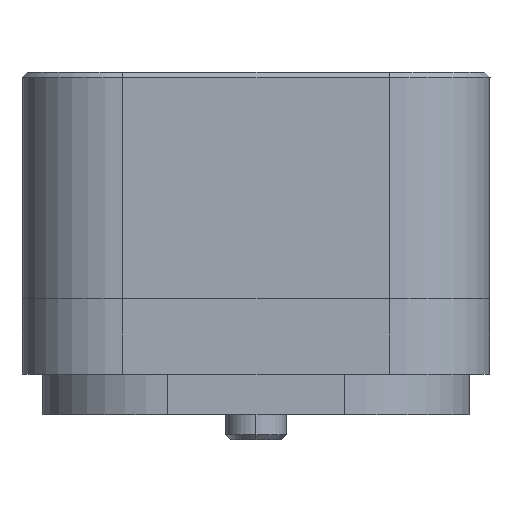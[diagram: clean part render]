
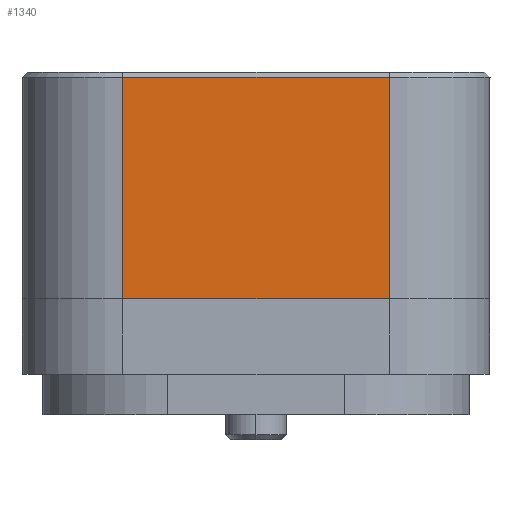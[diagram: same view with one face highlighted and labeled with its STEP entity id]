
A CAD part, left-side view. The second image highlights one B-rep face of the part: STEP entity #1340.
In plain terms, the highlighted planar face has unit normal (-1, 0, 0).
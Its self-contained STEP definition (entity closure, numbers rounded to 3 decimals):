
#57 = VERTEX_POINT ( 'NONE', #6156 ) ;
#173 = VERTEX_POINT ( 'NONE', #3629 ) ;
#409 = DIRECTION ( 'NONE',  ( 0., 1., 0. ) ) ;
#1290 = CARTESIAN_POINT ( 'NONE',  ( -11., 100., 4.2 ) ) ;
#1301 = VECTOR ( 'NONE', #409, 1000. ) ;
#1340 = ADVANCED_FACE ( 'NONE', ( #3982 ), #2298, .F. ) ;
#1764 = VERTEX_POINT ( 'NONE', #1856 ) ;
#1826 = ORIENTED_EDGE ( 'NONE', *, *, #5327, .T. ) ;
#1856 = CARTESIAN_POINT ( 'NONE',  ( -11., 102.65, 2. ) ) ;
#1890 = LINE ( 'NONE', #2977, #4779 ) ;
#1908 = ORIENTED_EDGE ( 'NONE', *, *, #3517, .F. ) ;
#2113 = LINE ( 'NONE', #3643, #1301 ) ;
#2298 = PLANE ( 'NONE',  #3114 ) ;
#2977 = CARTESIAN_POINT ( 'NONE',  ( -11., 97.35, 2. ) ) ;
#3114 = AXIS2_PLACEMENT_3D ( 'NONE', #1290, #6217, #4510 ) ;
#3229 = EDGE_LOOP ( 'NONE', ( #4149, #1826, #1908, #3476 ) ) ;
#3338 = EDGE_CURVE ( 'NONE', #173, #57, #4612, .T. ) ;
#3476 = ORIENTED_EDGE ( 'NONE', *, *, #3338, .T. ) ;
#3517 = EDGE_CURVE ( 'NONE', #173, #1764, #1890, .T. ) ;
#3629 = CARTESIAN_POINT ( 'NONE',  ( -11., 97.35, 2. ) ) ;
#3643 = CARTESIAN_POINT ( 'NONE',  ( -11., 97.35, 6.4 ) ) ;
#3982 = FACE_OUTER_BOUND ( 'NONE', #3229, .T. ) ;
#4149 = ORIENTED_EDGE ( 'NONE', *, *, #5203, .T. ) ;
#4510 = DIRECTION ( 'NONE',  ( 0., 1., 0. ) ) ;
#4570 = DIRECTION ( 'NONE',  ( 0., 0., -1. ) ) ;
#4612 = LINE ( 'NONE', #6395, #6209 ) ;
#4649 = DIRECTION ( 'NONE',  ( 0., 0., 1. ) ) ;
#4678 = DIRECTION ( 'NONE',  ( 0., 1., 0. ) ) ;
#4779 = VECTOR ( 'NONE', #4678, 1000. ) ;
#5029 = CARTESIAN_POINT ( 'NONE',  ( -11., 102.65, 6.4 ) ) ;
#5048 = VERTEX_POINT ( 'NONE', #6431 ) ;
#5132 = VECTOR ( 'NONE', #4570, 1000. ) ;
#5203 = EDGE_CURVE ( 'NONE', #57, #5048, #2113, .T. ) ;
#5327 = EDGE_CURVE ( 'NONE', #5048, #1764, #6093, .T. ) ;
#6093 = LINE ( 'NONE', #5029, #5132 ) ;
#6156 = CARTESIAN_POINT ( 'NONE',  ( -11., 97.35, 6.4 ) ) ;
#6209 = VECTOR ( 'NONE', #4649, 1000. ) ;
#6217 = DIRECTION ( 'NONE',  ( 1., 0., 0. ) ) ;
#6395 = CARTESIAN_POINT ( 'NONE',  ( -11., 97.35, 2. ) ) ;
#6431 = CARTESIAN_POINT ( 'NONE',  ( -11., 102.65, 6.4 ) ) ;
